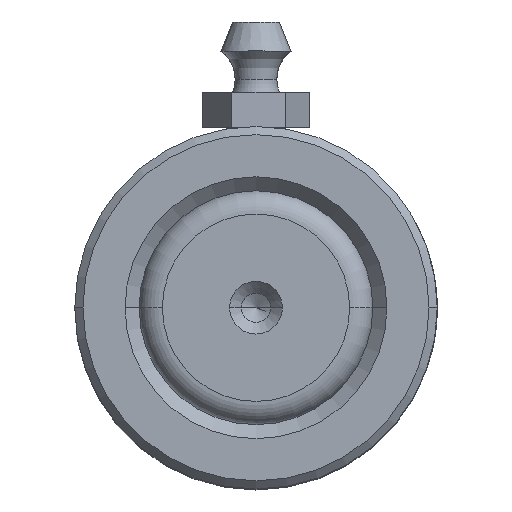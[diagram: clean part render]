
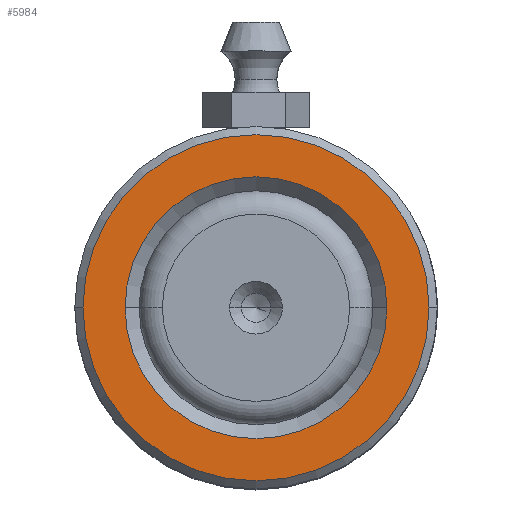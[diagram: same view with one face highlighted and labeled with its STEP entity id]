
A CAD part, top view. The second image highlights one B-rep face of the part: STEP entity #5984.
In plain terms, the highlighted planar face has unit normal (0, 0, 1).
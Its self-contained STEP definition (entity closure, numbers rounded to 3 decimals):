
#16 = CIRCLE ( 'NONE', #6548, 14.8 ) ;
#254 = EDGE_CURVE ( 'NONE', #8374, #5463, #16, .T. ) ;
#297 = DIRECTION ( 'NONE',  ( 0., 0., 1. ) ) ;
#352 = CIRCLE ( 'NONE', #4460, 11.2 ) ;
#403 = DIRECTION ( 'NONE',  ( 1., 0., 0. ) ) ;
#829 = ORIENTED_EDGE ( 'NONE', *, *, #254, .T. ) ;
#895 = DIRECTION ( 'NONE',  ( 1., 0., 0. ) ) ;
#1593 = DIRECTION ( 'NONE',  ( 0., 0., -1. ) ) ;
#1630 = AXIS2_PLACEMENT_3D ( 'NONE', #2286, #297, #403 ) ;
#1644 = DIRECTION ( 'NONE',  ( 1., 0., 0. ) ) ;
#1758 = CARTESIAN_POINT ( 'NONE',  ( 0., 0., 50. ) ) ;
#1954 = FACE_OUTER_BOUND ( 'NONE', #7468, .T. ) ;
#2286 = CARTESIAN_POINT ( 'NONE',  ( 0., 0., 50. ) ) ;
#4153 = CARTESIAN_POINT ( 'NONE',  ( 0., 0., 50. ) ) ;
#4352 = CARTESIAN_POINT ( 'NONE',  ( 11.2, 0., 50. ) ) ;
#4385 = DIRECTION ( 'NONE',  ( 0., 0., 1. ) ) ;
#4386 = VERTEX_POINT ( 'NONE', #4578 ) ;
#4460 = AXIS2_PLACEMENT_3D ( 'NONE', #4900, #1593, #1644 ) ;
#4578 = CARTESIAN_POINT ( 'NONE',  ( -11.2, 0., 50. ) ) ;
#4673 = VERTEX_POINT ( 'NONE', #4352 ) ;
#4717 = ORIENTED_EDGE ( 'NONE', *, *, #8378, .T. ) ;
#4765 = PLANE ( 'NONE',  #7480 ) ;
#4799 = CIRCLE ( 'NONE', #1630, 14.8 ) ;
#4900 = CARTESIAN_POINT ( 'NONE',  ( 0., 0., 50. ) ) ;
#4957 = DIRECTION ( 'NONE',  ( 0., 0., -1. ) ) ;
#4990 = CIRCLE ( 'NONE', #7918, 11.2 ) ;
#5457 = DIRECTION ( 'NONE',  ( 0., 0., 1. ) ) ;
#5463 = VERTEX_POINT ( 'NONE', #6837 ) ;
#5541 = CARTESIAN_POINT ( 'NONE',  ( 14.8, 0., 50. ) ) ;
#5984 = ADVANCED_FACE ( 'NONE', ( #1954, #7642 ), #4765, .T. ) ;
#6548 = AXIS2_PLACEMENT_3D ( 'NONE', #8297, #4385, #6952 ) ;
#6710 = ORIENTED_EDGE ( 'NONE', *, *, #8333, .T. ) ;
#6789 = EDGE_CURVE ( 'NONE', #5463, #8374, #4799, .T. ) ;
#6837 = CARTESIAN_POINT ( 'NONE',  ( -14.8, 0., 50. ) ) ;
#6952 = DIRECTION ( 'NONE',  ( 1., 0., 0. ) ) ;
#7084 = EDGE_LOOP ( 'NONE', ( #6710, #4717 ) ) ;
#7468 = EDGE_LOOP ( 'NONE', ( #7493, #829 ) ) ;
#7480 = AXIS2_PLACEMENT_3D ( 'NONE', #4153, #5457, #895 ) ;
#7482 = DIRECTION ( 'NONE',  ( 1., 0., 0. ) ) ;
#7493 = ORIENTED_EDGE ( 'NONE', *, *, #6789, .T. ) ;
#7642 = FACE_BOUND ( 'NONE', #7084, .T. ) ;
#7918 = AXIS2_PLACEMENT_3D ( 'NONE', #1758, #4957, #7482 ) ;
#8297 = CARTESIAN_POINT ( 'NONE',  ( 0., 0., 50. ) ) ;
#8333 = EDGE_CURVE ( 'NONE', #4673, #4386, #4990, .T. ) ;
#8374 = VERTEX_POINT ( 'NONE', #5541 ) ;
#8378 = EDGE_CURVE ( 'NONE', #4386, #4673, #352, .T. ) ;
